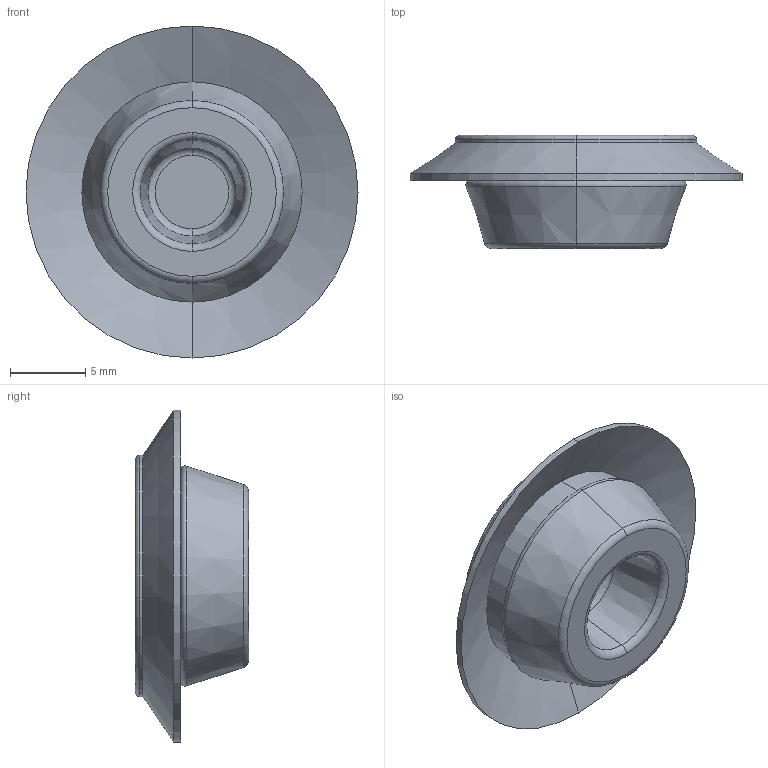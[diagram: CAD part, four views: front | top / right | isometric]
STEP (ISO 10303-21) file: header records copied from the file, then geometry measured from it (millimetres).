
FILE_DESCRIPTION (( 'STEP AP203' ), '1' );
FILE_NAME ('CP-30-HC-14.STEP', '2012-04-02T07:54:44', ( '11sw' ), ( 'タキゲン製造株式会社' ), 'SwSTEP 2.0', 'SolidWorks 2011', '' );
FILE_SCHEMA (( 'CONFIG_CONTROL_DESIGN' ));
Length unit declared in the file: millimetre
Products named in the file (1): CP-30-HC-14
Bounding box: 22 x 7.5 x 22 mm (x, y, z)
Volume: 750.9 mm3; surface area: 1504.2 mm2
Topology: 1 solids, 1 shells, 41 faces, 80 edges, 44 vertices
Faces by surface type: torus 18, cone 12, cylinder 6, plane 5
Entity records: 1129 total; most frequent: DIRECTION 226, CARTESIAN_POINT 166, ORIENTED_EDGE 160, AXIS2_PLACEMENT_3D 104, EDGE_CURVE 80, CIRCLE 62, VERTEX_POINT 44, EDGE_LOOP 44
